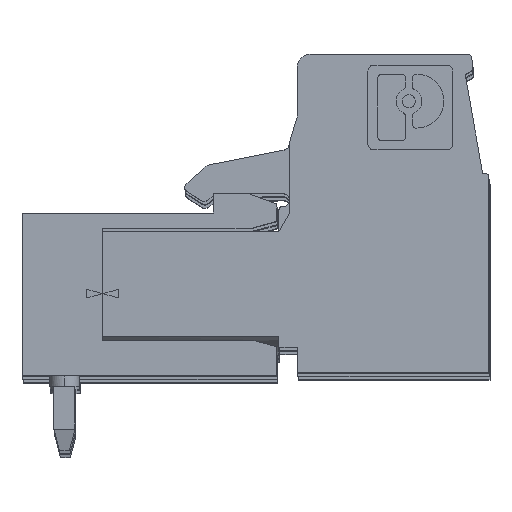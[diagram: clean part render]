
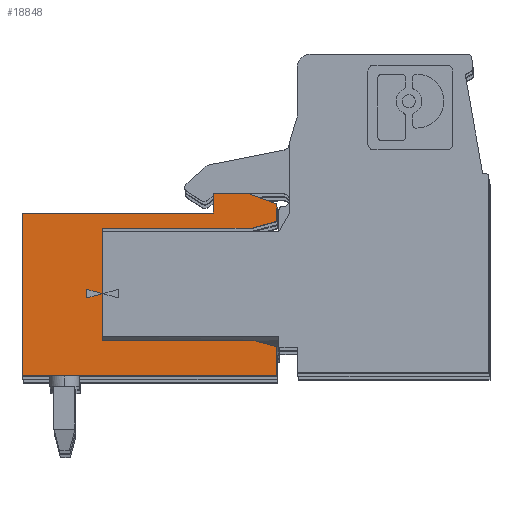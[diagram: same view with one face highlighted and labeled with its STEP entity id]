
A CAD part, top view. The second image highlights one B-rep face of the part: STEP entity #18848.
In plain terms, the highlighted planar face has unit normal (0, 0, 1).
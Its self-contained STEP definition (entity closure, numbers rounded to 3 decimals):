
#236 = CARTESIAN_POINT ( 'NONE',  ( -8.3, -39.113, 0. ) ) ;
#344 = CARTESIAN_POINT ( 'NONE',  ( -48.727, 5.623, 0. ) ) ;
#604 = DIRECTION ( 'NONE',  ( 0., 1., 0. ) ) ;
#1212 = VECTOR ( 'NONE', #10021, 1000. ) ;
#1305 = VECTOR ( 'NONE', #604, 1000. ) ;
#1317 = CARTESIAN_POINT ( 'NONE',  ( -12.1, 5.46, 0. ) ) ;
#1424 = CARTESIAN_POINT ( 'NONE',  ( -8.3, 0.33, 0. ) ) ;
#2054 = VECTOR ( 'NONE', #10116, 1000. ) ;
#2505 = LINE ( 'NONE', #8146, #9758 ) ;
#2988 = CARTESIAN_POINT ( 'NONE',  ( -3.1, 7.26, 0. ) ) ;
#3782 = LINE ( 'NONE', #2988, #7347 ) ;
#4118 = ORIENTED_EDGE ( 'NONE', *, *, #41413, .T. ) ;
#4164 = VERTEX_POINT ( 'NONE', #1424 ) ;
#4235 = LINE ( 'NONE', #11841, #38486 ) ;
#4311 = ORIENTED_EDGE ( 'NONE', *, *, #13091, .T. ) ;
#4313 = VERTEX_POINT ( 'NONE', #34592 ) ;
#5052 = VERTEX_POINT ( 'NONE', #32512 ) ;
#5666 = LINE ( 'NONE', #17672, #25889 ) ;
#5715 = VERTEX_POINT ( 'NONE', #22749 ) ;
#5852 = DIRECTION ( 'NONE',  ( -1., 0., 0. ) ) ;
#6458 = ORIENTED_EDGE ( 'NONE', *, *, #19432, .T. ) ;
#6604 = VECTOR ( 'NONE', #5852, 1000. ) ;
#6889 = ORIENTED_EDGE ( 'NONE', *, *, #30272, .T. ) ;
#7347 = VECTOR ( 'NONE', #33019, 1000. ) ;
#7377 = CARTESIAN_POINT ( 'NONE',  ( -9.05, -39.113, 0. ) ) ;
#7605 = DIRECTION ( 'NONE',  ( -1., 0., 0. ) ) ;
#7863 = LINE ( 'NONE', #40188, #18791 ) ;
#8146 = CARTESIAN_POINT ( 'NONE',  ( -0.1, -39.113, 0. ) ) ;
#9271 = ORIENTED_EDGE ( 'NONE', *, *, #23640, .F. ) ;
#9413 = LINE ( 'NONE', #33359, #28108 ) ;
#9436 = EDGE_LOOP ( 'NONE', ( #4118, #31663, #36273, #10875, #19042, #12139, #34161, #9271, #19215, #6889, #33509, #25783, #6458 ) ) ;
#9758 = VECTOR ( 'NONE', #21824, 1000. ) ;
#10021 = DIRECTION ( 'NONE',  ( 1., 0., 0. ) ) ;
#10053 = CARTESIAN_POINT ( 'NONE',  ( -0.1, 0.03, 0. ) ) ;
#10067 = ORIENTED_EDGE ( 'NONE', *, *, #27874, .T. ) ;
#10080 = CARTESIAN_POINT ( 'NONE',  ( -0.1, 5.935, 0. ) ) ;
#10116 = DIRECTION ( 'NONE',  ( 1., 0., 0. ) ) ;
#10369 = CARTESIAN_POINT ( 'NONE',  ( -0.1, -1.34, 0. ) ) ;
#10875 = ORIENTED_EDGE ( 'NONE', *, *, #38810, .T. ) ;
#11040 = LINE ( 'NONE', #344, #1212 ) ;
#11100 = DIRECTION ( 'NONE',  ( -0.966, -0.259, 0. ) ) ;
#11223 = VERTEX_POINT ( 'NONE', #35119 ) ;
#11370 = CARTESIAN_POINT ( 'NONE',  ( -9.05, 2.731, 0. ) ) ;
#11478 = EDGE_CURVE ( 'NONE', #33061, #24171, #7863, .T. ) ;
#11630 = CARTESIAN_POINT ( 'NONE',  ( -8.3, 5.623, 0. ) ) ;
#11698 = CARTESIAN_POINT ( 'NONE',  ( -12.1, 6.33, 0. ) ) ;
#11841 = CARTESIAN_POINT ( 'NONE',  ( -8.3, 2.53, 0. ) ) ;
#11907 = FACE_BOUND ( 'NONE', #43054, .T. ) ;
#12139 = ORIENTED_EDGE ( 'NONE', *, *, #42631, .T. ) ;
#12883 = CARTESIAN_POINT ( 'NONE',  ( -1.263, 5.623, 0. ) ) ;
#13091 = EDGE_CURVE ( 'NONE', #34379, #41156, #26388, .T. ) ;
#13196 = DIRECTION ( 'NONE',  ( -1., 0., 0. ) ) ;
#13307 = CARTESIAN_POINT ( 'NONE',  ( -1.3, 7.26, 0. ) ) ;
#13504 = VERTEX_POINT ( 'NONE', #29060 ) ;
#13825 = VERTEX_POINT ( 'NONE', #34496 ) ;
#13901 = LINE ( 'NONE', #28216, #26412 ) ;
#15474 = EDGE_CURVE ( 'NONE', #5715, #34379, #34001, .T. ) ;
#16177 = CARTESIAN_POINT ( 'NONE',  ( -12.1, -1.34, 0. ) ) ;
#16620 = DIRECTION ( 'NONE',  ( 0., 1., 0. ) ) ;
#16623 = LINE ( 'NONE', #10053, #25430 ) ;
#17032 = DIRECTION ( 'NONE',  ( -0.966, 0.259, 0. ) ) ;
#17672 = CARTESIAN_POINT ( 'NONE',  ( -1.258, 5.625, 0. ) ) ;
#17742 = VERTEX_POINT ( 'NONE', #11630 ) ;
#18572 = DIRECTION ( 'NONE',  ( 1., 0., 0. ) ) ;
#18791 = VECTOR ( 'NONE', #13196, 1000. ) ;
#18848 = ADVANCED_FACE ( 'NONE', ( #24901, #11907 ), #41907, .T. ) ;
#19042 = ORIENTED_EDGE ( 'NONE', *, *, #23878, .F. ) ;
#19215 = ORIENTED_EDGE ( 'NONE', *, *, #32910, .F. ) ;
#19342 = CARTESIAN_POINT ( 'NONE',  ( -48.727, 6.33, 0. ) ) ;
#19432 = EDGE_CURVE ( 'NONE', #33061, #4313, #13901, .T. ) ;
#20266 = LINE ( 'NONE', #13307, #2054 ) ;
#20549 = EDGE_CURVE ( 'NONE', #4164, #17742, #39813, .T. ) ;
#21468 = LINE ( 'NONE', #37220, #34923 ) ;
#21824 = DIRECTION ( 'NONE',  ( 0., 1., 0. ) ) ;
#22749 = CARTESIAN_POINT ( 'NONE',  ( -9.05, 2.329, 0. ) ) ;
#23002 = LINE ( 'NONE', #1317, #33889 ) ;
#23640 = EDGE_CURVE ( 'NONE', #13825, #11223, #20266, .T. ) ;
#23878 = EDGE_CURVE ( 'NONE', #34200, #25322, #5666, .T. ) ;
#24171 = VERTEX_POINT ( 'NONE', #16177 ) ;
#24372 = DIRECTION ( 'NONE',  ( 0., 1., 0. ) ) ;
#24901 = FACE_OUTER_BOUND ( 'NONE', #9436, .T. ) ;
#25322 = VERTEX_POINT ( 'NONE', #12883 ) ;
#25430 = VECTOR ( 'NONE', #17032, 1000. ) ;
#25783 = ORIENTED_EDGE ( 'NONE', *, *, #11478, .F. ) ;
#25889 = VECTOR ( 'NONE', #11100, 1000. ) ;
#25902 = DIRECTION ( 'NONE',  ( 0.966, -0.259, 0. ) ) ;
#26388 = LINE ( 'NONE', #42442, #36238 ) ;
#26412 = VECTOR ( 'NONE', #35324, 1000. ) ;
#27635 = EDGE_CURVE ( 'NONE', #11223, #5052, #9413, .T. ) ;
#27874 = EDGE_CURVE ( 'NONE', #41156, #5715, #4235, .T. ) ;
#28108 = VECTOR ( 'NONE', #30026, 1000. ) ;
#28216 = CARTESIAN_POINT ( 'NONE',  ( -0.1, -39.113, 0. ) ) ;
#28552 = DIRECTION ( 'NONE',  ( 0., 0., 1. ) ) ;
#28929 = CARTESIAN_POINT ( 'NONE',  ( -8.3, 2.53, 0. ) ) ;
#29060 = CARTESIAN_POINT ( 'NONE',  ( -1.22, 0.33, 0. ) ) ;
#29078 = VERTEX_POINT ( 'NONE', #11698 ) ;
#30026 = DIRECTION ( 'NONE',  ( 0.94, -0.342, 0. ) ) ;
#30272 = EDGE_CURVE ( 'NONE', #31942, #29078, #41366, .T. ) ;
#30501 = CARTESIAN_POINT ( 'NONE',  ( -3.1, 6.33, 0. ) ) ;
#30608 = AXIS2_PLACEMENT_3D ( 'NONE', #35517, #28552, #18572 ) ;
#30666 = ORIENTED_EDGE ( 'NONE', *, *, #15474, .T. ) ;
#31663 = ORIENTED_EDGE ( 'NONE', *, *, #33141, .T. ) ;
#31942 = VERTEX_POINT ( 'NONE', #30501 ) ;
#32512 = CARTESIAN_POINT ( 'NONE',  ( -0.1, 6.76, 0. ) ) ;
#32910 = EDGE_CURVE ( 'NONE', #31942, #13825, #3782, .T. ) ;
#33019 = DIRECTION ( 'NONE',  ( 0., 1., 0. ) ) ;
#33061 = VERTEX_POINT ( 'NONE', #10369 ) ;
#33141 = EDGE_CURVE ( 'NONE', #13504, #4164, #21468, .T. ) ;
#33359 = CARTESIAN_POINT ( 'NONE',  ( -0.787, 7.01, 0. ) ) ;
#33509 = ORIENTED_EDGE ( 'NONE', *, *, #40033, .F. ) ;
#33889 = VECTOR ( 'NONE', #24372, 1000. ) ;
#34001 = LINE ( 'NONE', #7377, #1305 ) ;
#34161 = ORIENTED_EDGE ( 'NONE', *, *, #27635, .F. ) ;
#34200 = VERTEX_POINT ( 'NONE', #10080 ) ;
#34379 = VERTEX_POINT ( 'NONE', #11370 ) ;
#34496 = CARTESIAN_POINT ( 'NONE',  ( -3.1, 7.26, 0. ) ) ;
#34592 = CARTESIAN_POINT ( 'NONE',  ( -0.1, 0.03, 0. ) ) ;
#34923 = VECTOR ( 'NONE', #7605, 1000. ) ;
#35119 = CARTESIAN_POINT ( 'NONE',  ( -1.474, 7.26, 0. ) ) ;
#35324 = DIRECTION ( 'NONE',  ( 0., 1., 0. ) ) ;
#35517 = CARTESIAN_POINT ( 'NONE',  ( -48.727, -39.113, 0. ) ) ;
#36238 = VECTOR ( 'NONE', #25902, 1000. ) ;
#36273 = ORIENTED_EDGE ( 'NONE', *, *, #20549, .T. ) ;
#37220 = CARTESIAN_POINT ( 'NONE',  ( -48.727, 0.33, 0. ) ) ;
#37709 = VECTOR ( 'NONE', #16620, 1000. ) ;
#38486 = VECTOR ( 'NONE', #41751, 1000. ) ;
#38810 = EDGE_CURVE ( 'NONE', #17742, #25322, #11040, .T. ) ;
#39813 = LINE ( 'NONE', #236, #37709 ) ;
#40033 = EDGE_CURVE ( 'NONE', #24171, #29078, #23002, .T. ) ;
#40188 = CARTESIAN_POINT ( 'NONE',  ( -10.6, -1.34, 0. ) ) ;
#41156 = VERTEX_POINT ( 'NONE', #28929 ) ;
#41366 = LINE ( 'NONE', #19342, #6604 ) ;
#41413 = EDGE_CURVE ( 'NONE', #4313, #13504, #16623, .T. ) ;
#41751 = DIRECTION ( 'NONE',  ( -0.966, -0.259, 0. ) ) ;
#41907 = PLANE ( 'NONE',  #30608 ) ;
#42442 = CARTESIAN_POINT ( 'NONE',  ( -9.05, 2.731, 0. ) ) ;
#42631 = EDGE_CURVE ( 'NONE', #34200, #5052, #2505, .T. ) ;
#43054 = EDGE_LOOP ( 'NONE', ( #30666, #4311, #10067 ) ) ;
